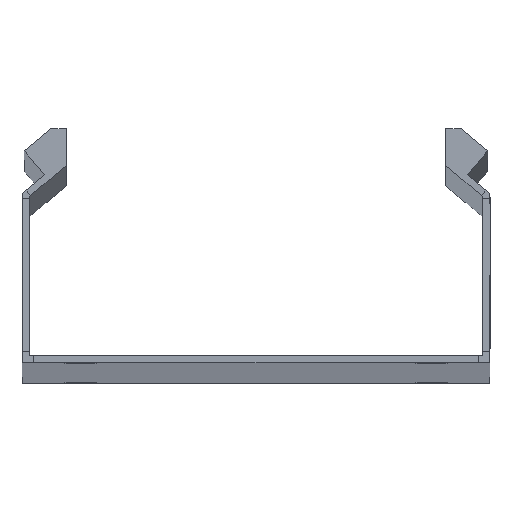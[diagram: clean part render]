
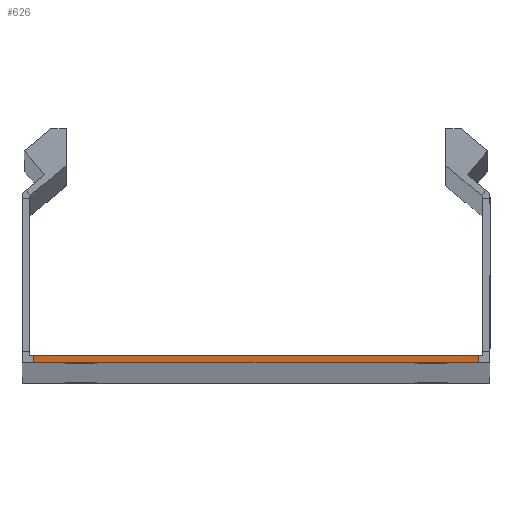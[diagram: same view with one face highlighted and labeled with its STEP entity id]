
A CAD part, top view. The second image highlights one B-rep face of the part: STEP entity #626.
In plain terms, the highlighted planar face has unit normal (0, 0, 1).
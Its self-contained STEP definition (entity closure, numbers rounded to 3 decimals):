
#7 = VERTEX_POINT ( 'NONE', #3848 ) ;
#209 = ORIENTED_EDGE ( 'NONE', *, *, #1114, .T. ) ;
#226 = CARTESIAN_POINT ( 'NONE',  ( -47.5, 1.5, 1250. ) ) ;
#291 = CARTESIAN_POINT ( 'NONE',  ( 48.5, 2.5, 1250. ) ) ;
#380 = CARTESIAN_POINT ( 'NONE',  ( 47.5, 0., 1250. ) ) ;
#555 = ORIENTED_EDGE ( 'NONE', *, *, #3693, .F. ) ;
#626 = ADVANCED_FACE ( 'NONE', ( #3722 ), #2120, .T. ) ;
#783 = LINE ( 'NONE', #1271, #4428 ) ;
#867 = LINE ( 'NONE', #380, #3902 ) ;
#990 = DIRECTION ( 'NONE',  ( 1., 0., 0. ) ) ;
#1114 = EDGE_CURVE ( 'NONE', #7, #3838, #867, .T. ) ;
#1271 = CARTESIAN_POINT ( 'NONE',  ( -50., 0., 1250. ) ) ;
#1421 = EDGE_CURVE ( 'NONE', #3838, #2573, #1823, .T. ) ;
#1505 = CARTESIAN_POINT ( 'NONE',  ( -47.5, 1.5, 1250. ) ) ;
#1516 = VECTOR ( 'NONE', #2553, 1000. ) ;
#1823 = LINE ( 'NONE', #2435, #2471 ) ;
#1966 = EDGE_LOOP ( 'NONE', ( #555, #209, #3947, #2926 ) ) ;
#2120 = PLANE ( 'NONE',  #2331 ) ;
#2139 = DIRECTION ( 'NONE',  ( -1., 0., 0. ) ) ;
#2142 = CARTESIAN_POINT ( 'NONE',  ( -47.5, 0., 1250. ) ) ;
#2331 = AXIS2_PLACEMENT_3D ( 'NONE', #291, #3110, #990 ) ;
#2435 = CARTESIAN_POINT ( 'NONE',  ( -50., 1.5, 1250. ) ) ;
#2471 = VECTOR ( 'NONE', #2139, 1000. ) ;
#2494 = CARTESIAN_POINT ( 'NONE',  ( 47.5, 1.5, 1250. ) ) ;
#2553 = DIRECTION ( 'NONE',  ( 0., -1., 0. ) ) ;
#2573 = VERTEX_POINT ( 'NONE', #226 ) ;
#2913 = DIRECTION ( 'NONE',  ( 0., 1., 0. ) ) ;
#2926 = ORIENTED_EDGE ( 'NONE', *, *, #4568, .T. ) ;
#3110 = DIRECTION ( 'NONE',  ( 0., 0., 1. ) ) ;
#3277 = LINE ( 'NONE', #1505, #1516 ) ;
#3693 = EDGE_CURVE ( 'NONE', #7, #3809, #783, .T. ) ;
#3722 = FACE_OUTER_BOUND ( 'NONE', #1966, .T. ) ;
#3809 = VERTEX_POINT ( 'NONE', #2142 ) ;
#3838 = VERTEX_POINT ( 'NONE', #2494 ) ;
#3848 = CARTESIAN_POINT ( 'NONE',  ( 47.5, 0., 1250. ) ) ;
#3902 = VECTOR ( 'NONE', #2913, 1000. ) ;
#3947 = ORIENTED_EDGE ( 'NONE', *, *, #1421, .T. ) ;
#4048 = DIRECTION ( 'NONE',  ( -1., 0., 0. ) ) ;
#4428 = VECTOR ( 'NONE', #4048, 1000. ) ;
#4568 = EDGE_CURVE ( 'NONE', #2573, #3809, #3277, .T. ) ;
